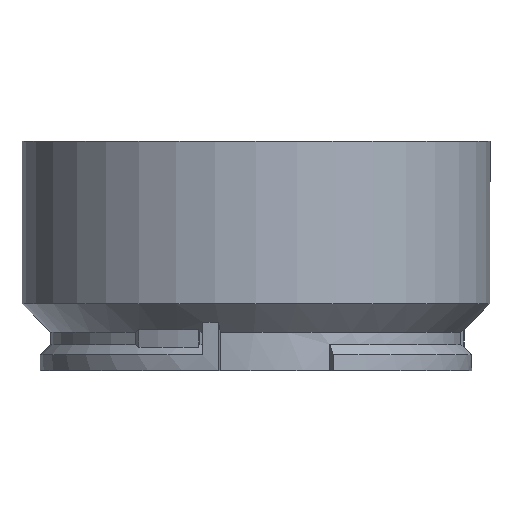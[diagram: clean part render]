
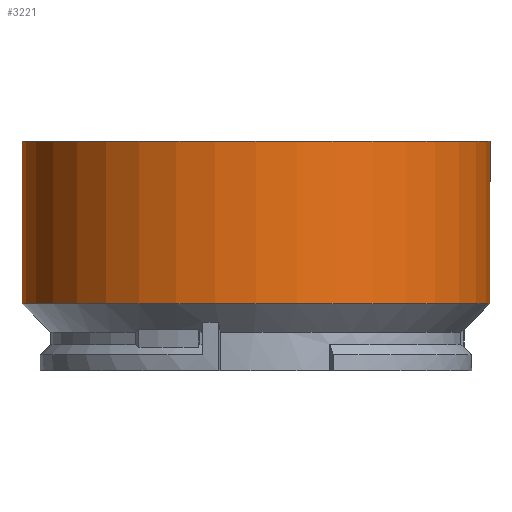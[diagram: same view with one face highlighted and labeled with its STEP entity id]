
A CAD part, left-side view. The second image highlights one B-rep face of the part: STEP entity #3221.
In plain terms, the highlighted cylindrical face has radius 57.5 mm (diameter 115 mm), a partial arc.
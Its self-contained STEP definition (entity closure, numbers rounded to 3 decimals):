
#83 = CARTESIAN_POINT ( 'NONE',  ( 0., -57.5, 56.5 ) ) ;
#145 = DIRECTION ( 'NONE',  ( 0., 0., -1. ) ) ;
#266 = CIRCLE ( 'NONE', #2622, 57.5 ) ;
#495 = LINE ( 'NONE', #6088, #6653 ) ;
#793 = CYLINDRICAL_SURFACE ( 'NONE', #6772, 57.5 ) ;
#967 = DIRECTION ( 'NONE',  ( 0., 1., 0. ) ) ;
#988 = CARTESIAN_POINT ( 'NONE',  ( 0., 0., 16.5 ) ) ;
#1051 = ORIENTED_EDGE ( 'NONE', *, *, #4259, .F. ) ;
#1111 = EDGE_CURVE ( 'NONE', #4388, #2788, #5090, .T. ) ;
#1274 = EDGE_CURVE ( 'NONE', #5669, #7892, #266, .T. ) ;
#1898 = ORIENTED_EDGE ( 'NONE', *, *, #1274, .F. ) ;
#1925 = CARTESIAN_POINT ( 'NONE',  ( 0., 57.5, 16.5 ) ) ;
#1979 = DIRECTION ( 'NONE',  ( 0., 0., -1. ) ) ;
#2170 = DIRECTION ( 'NONE',  ( 0., 0., -1. ) ) ;
#2622 = AXIS2_PLACEMENT_3D ( 'NONE', #988, #5939, #4785 ) ;
#2788 = VERTEX_POINT ( 'NONE', #3775 ) ;
#3221 = ADVANCED_FACE ( 'NONE', ( #5508 ), #793, .T. ) ;
#3268 = DIRECTION ( 'NONE',  ( 0., 1., 0. ) ) ;
#3356 = ORIENTED_EDGE ( 'NONE', *, *, #4840, .T. ) ;
#3509 = EDGE_LOOP ( 'NONE', ( #1051, #5917, #3356, #1898 ) ) ;
#3677 = DIRECTION ( 'NONE',  ( 0., 0., -1. ) ) ;
#3775 = CARTESIAN_POINT ( 'NONE',  ( 0., 57.5, 56.5 ) ) ;
#4259 = EDGE_CURVE ( 'NONE', #4388, #5669, #495, .T. ) ;
#4388 = VERTEX_POINT ( 'NONE', #83 ) ;
#4785 = DIRECTION ( 'NONE',  ( 0., 1., 0. ) ) ;
#4840 = EDGE_CURVE ( 'NONE', #2788, #7892, #7894, .T. ) ;
#5090 = CIRCLE ( 'NONE', #5222, 57.5 ) ;
#5222 = AXIS2_PLACEMENT_3D ( 'NONE', #6394, #2170, #967 ) ;
#5451 = CARTESIAN_POINT ( 'NONE',  ( 0., -57.5, 16.5 ) ) ;
#5508 = FACE_OUTER_BOUND ( 'NONE', #3509, .T. ) ;
#5669 = VERTEX_POINT ( 'NONE', #5451 ) ;
#5917 = ORIENTED_EDGE ( 'NONE', *, *, #1111, .T. ) ;
#5939 = DIRECTION ( 'NONE',  ( 0., 0., -1. ) ) ;
#6088 = CARTESIAN_POINT ( 'NONE',  ( 0., -57.5, 0. ) ) ;
#6250 = CARTESIAN_POINT ( 'NONE',  ( 0., 57.5, 0. ) ) ;
#6394 = CARTESIAN_POINT ( 'NONE',  ( 0., 0., 56.5 ) ) ;
#6543 = VECTOR ( 'NONE', #145, 1000. ) ;
#6653 = VECTOR ( 'NONE', #3677, 1000. ) ;
#6772 = AXIS2_PLACEMENT_3D ( 'NONE', #6842, #1979, #3268 ) ;
#6842 = CARTESIAN_POINT ( 'NONE',  ( 0., 0., 0. ) ) ;
#7892 = VERTEX_POINT ( 'NONE', #1925 ) ;
#7894 = LINE ( 'NONE', #6250, #6543 ) ;
